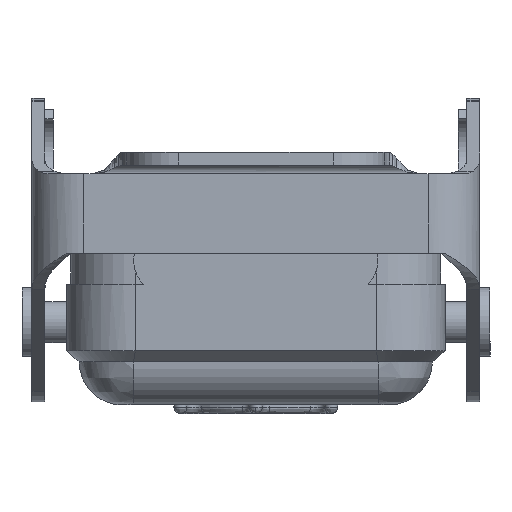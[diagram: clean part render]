
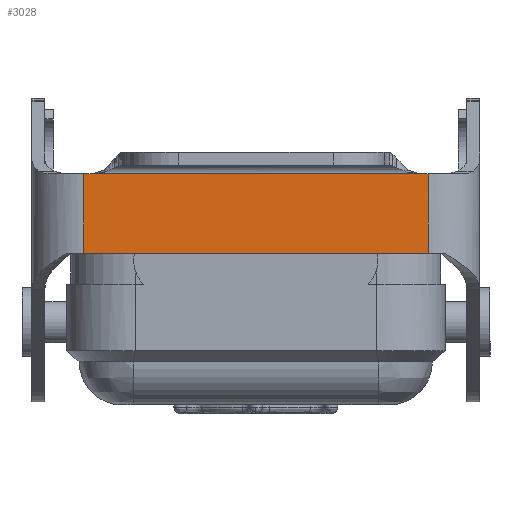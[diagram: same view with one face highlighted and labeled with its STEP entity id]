
A CAD part, left-side view. The second image highlights one B-rep face of the part: STEP entity #3028.
In plain terms, the highlighted planar face has unit normal (-1, 0, 0).
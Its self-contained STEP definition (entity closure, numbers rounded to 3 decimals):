
#1736=FACE_OUTER_BOUND('',#3616,.T.);
#1909=PLANE('',#7356);
#2310=LINE('',#11885,#2656);
#2329=LINE('',#12395,#2675);
#2349=LINE('',#12530,#2695);
#2350=LINE('',#12640,#2696);
#2351=LINE('',#12650,#2697);
#2352=LINE('',#12652,#2698);
#2656=VECTOR('',#8404,1.);
#2675=VECTOR('',#8461,1.);
#2695=VECTOR('',#8515,1.);
#2696=VECTOR('',#8526,1.);
#2697=VECTOR('',#8531,1.);
#2698=VECTOR('',#8534,1.);
#3028=ADVANCED_FACE('F5',(#1736),#1909,.F.);
#3616=EDGE_LOOP('',(#4842,#4843,#4844,#4845,#4846,#4847));
#4842=ORIENTED_EDGE('',*,*,#6452,.F.);
#4843=ORIENTED_EDGE('',*,*,#6409,.F.);
#4844=ORIENTED_EDGE('',*,*,#6355,.F.);
#4845=ORIENTED_EDGE('',*,*,#6455,.F.);
#4846=ORIENTED_EDGE('',*,*,#6434,.F.);
#4847=ORIENTED_EDGE('',*,*,#6454,.F.);
#5679=VERTEX_POINT('',#11884);
#5680=VERTEX_POINT('',#11886);
#5714=VERTEX_POINT('',#12248);
#5723=VERTEX_POINT('',#12529);
#5724=VERTEX_POINT('',#12531);
#5731=VERTEX_POINT('',#12631);
#6355=EDGE_CURVE('E40',#5679,#5680,#2310,.T.);
#6409=EDGE_CURVE('E41',#5680,#5714,#2329,.T.);
#6434=EDGE_CURVE('E38',#5723,#5724,#2349,.T.);
#6452=EDGE_CURVE('E7',#5714,#5731,#2350,.T.);
#6454=EDGE_CURVE('E37',#5731,#5723,#2351,.T.);
#6455=EDGE_CURVE('E39',#5724,#5679,#2352,.T.);
#7356=AXIS2_PLACEMENT_3D('',#12653,#8535,#8536);
#8404=DIRECTION('',(0.,-1.,0.));
#8461=DIRECTION('',(0.,-1.,0.));
#8515=DIRECTION('',(0.,1.,0.));
#8526=DIRECTION('',(0.,-1.,0.));
#8531=DIRECTION('',(0.,0.,-1.));
#8534=DIRECTION('',(0.,0.,1.));
#8535=DIRECTION('',(1.,0.,0.));
#8536=DIRECTION('',(0.,-1.,0.));
#11884=CARTESIAN_POINT('',(-46.019,40.028,21.835));
#11885=CARTESIAN_POINT('',(-46.019,39.528,21.835));
#11886=CARTESIAN_POINT('',(-46.019,39.028,21.835));
#12248=CARTESIAN_POINT('',(-46.019,1.028,21.835));
#12395=CARTESIAN_POINT('',(-46.019,20.028,21.835));
#12529=CARTESIAN_POINT('',(-46.019,0.028,12.635));
#12530=CARTESIAN_POINT('',(-46.019,20.028,12.635));
#12531=CARTESIAN_POINT('',(-46.019,40.028,12.635));
#12631=CARTESIAN_POINT('',(-46.019,0.028,21.835));
#12640=CARTESIAN_POINT('',(-46.019,0.528,21.835));
#12650=CARTESIAN_POINT('',(-46.019,0.028,17.235));
#12652=CARTESIAN_POINT('',(-46.019,40.028,17.235));
#12653=CARTESIAN_POINT('',(-46.019,40.058,21.865));
